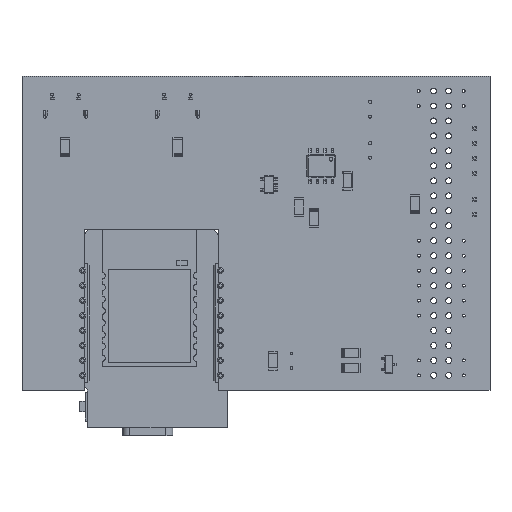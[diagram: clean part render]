
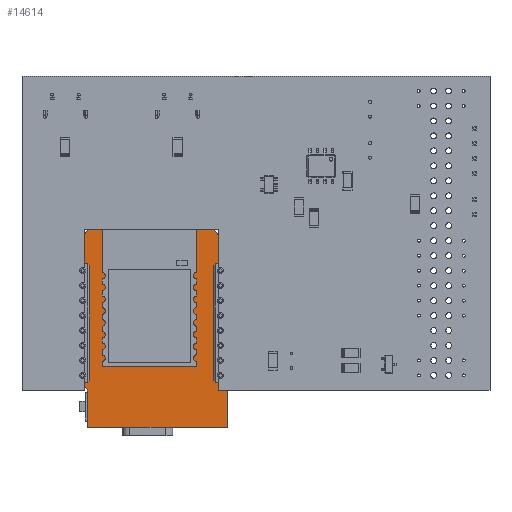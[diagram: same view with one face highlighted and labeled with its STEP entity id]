
A CAD part, top view. The second image highlights one B-rep face of the part: STEP entity #14614.
In plain terms, the highlighted face is planar.
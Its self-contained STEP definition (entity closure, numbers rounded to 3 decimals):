
#13755 = VERTEX_POINT('',#13756);
#13756 = CARTESIAN_POINT('',(0.2,1.5,3.518));
#13762 = EDGE_CURVE('',#13763,#13755,#13765,.T.);
#13763 = VERTEX_POINT('',#13764);
#13764 = CARTESIAN_POINT('',(2.888,1.5,0.));
#13765 = LINE('',#13766,#13767);
#13766 = CARTESIAN_POINT('',(0.636,1.5,2.947));
#13767 = VECTOR('',#13768,1.);
#13768 = DIRECTION('',(-0.607,0.,0.795));
#13795 = VERTEX_POINT('',#13796);
#13796 = CARTESIAN_POINT('',(23.126,1.5,0.));
#13802 = EDGE_CURVE('',#13803,#13795,#13805,.T.);
#13803 = VERTEX_POINT('',#13804);
#13804 = CARTESIAN_POINT('',(25.95,1.5,3.653));
#13805 = LINE('',#13806,#13807);
#13806 = CARTESIAN_POINT('',(26.8,1.5,4.752));
#13807 = VECTOR('',#13808,1.);
#13808 = DIRECTION('',(-0.612,0.,-0.791));
#13834 = VERTEX_POINT('',#13835);
#13835 = CARTESIAN_POINT('',(0.2,1.5,27.04));
#13841 = EDGE_CURVE('',#13755,#13834,#13842,.T.);
#13842 = LINE('',#13843,#13844);
#13843 = CARTESIAN_POINT('',(0.2,1.5,27.04));
#13844 = VECTOR('',#13845,1.);
#13845 = DIRECTION('',(0.,0.,1.));
#14088 = VERTEX_POINT('',#14089);
#14089 = CARTESIAN_POINT('',(0.9,1.5,17.86));
#14095 = EDGE_CURVE('',#14088,#14088,#14096,.T.);
#14096 = CIRCLE('',#14097,0.5);
#14097 = AXIS2_PLACEMENT_3D('',#14098,#14099,#14100);
#14098 = CARTESIAN_POINT('',(1.4,1.5,17.86));
#14099 = DIRECTION('',(0.,-1.,0.));
#14100 = DIRECTION('',(1.,0.,0.));
#14113 = VERTEX_POINT('',#14114);
#14114 = CARTESIAN_POINT('',(0.9,1.5,10.24));
#14120 = EDGE_CURVE('',#14113,#14113,#14121,.T.);
#14121 = CIRCLE('',#14122,0.5);
#14122 = AXIS2_PLACEMENT_3D('',#14123,#14124,#14125);
#14123 = CARTESIAN_POINT('',(1.4,1.5,10.24));
#14124 = DIRECTION('',(0.,-1.,0.));
#14125 = DIRECTION('',(1.,0.,0.));
#14138 = VERTEX_POINT('',#14139);
#14139 = CARTESIAN_POINT('',(24.25,1.5,25.48));
#14145 = EDGE_CURVE('',#14138,#14138,#14146,.T.);
#14146 = CIRCLE('',#14147,0.5);
#14147 = AXIS2_PLACEMENT_3D('',#14148,#14149,#14150);
#14148 = CARTESIAN_POINT('',(24.75,1.5,25.48));
#14149 = DIRECTION('',(0.,-1.,0.));
#14150 = DIRECTION('',(1.,0.,0.));
#14163 = VERTEX_POINT('',#14164);
#14164 = CARTESIAN_POINT('',(24.25,1.5,7.7));
#14170 = EDGE_CURVE('',#14163,#14163,#14171,.T.);
#14171 = CIRCLE('',#14172,0.5);
#14172 = AXIS2_PLACEMENT_3D('',#14173,#14174,#14175);
#14173 = CARTESIAN_POINT('',(24.75,1.5,7.7));
#14174 = DIRECTION('',(0.,-1.,0.));
#14175 = DIRECTION('',(1.,0.,0.));
#14188 = VERTEX_POINT('',#14189);
#14189 = CARTESIAN_POINT('',(24.25,1.5,12.78));
#14195 = EDGE_CURVE('',#14188,#14188,#14196,.T.);
#14196 = CIRCLE('',#14197,0.5);
#14197 = AXIS2_PLACEMENT_3D('',#14198,#14199,#14200);
#14198 = CARTESIAN_POINT('',(24.75,1.5,12.78));
#14199 = DIRECTION('',(0.,-1.,0.));
#14200 = DIRECTION('',(1.,0.,0.));
#14213 = VERTEX_POINT('',#14214);
#14214 = CARTESIAN_POINT('',(24.25,1.5,10.24));
#14220 = EDGE_CURVE('',#14213,#14213,#14221,.T.);
#14221 = CIRCLE('',#14222,0.5);
#14222 = AXIS2_PLACEMENT_3D('',#14223,#14224,#14225);
#14223 = CARTESIAN_POINT('',(24.75,1.5,10.24));
#14224 = DIRECTION('',(0.,-1.,0.));
#14225 = DIRECTION('',(1.,0.,0.));
#14238 = VERTEX_POINT('',#14239);
#14239 = CARTESIAN_POINT('',(0.9,1.5,20.4));
#14245 = EDGE_CURVE('',#14238,#14238,#14246,.T.);
#14246 = CIRCLE('',#14247,0.5);
#14247 = AXIS2_PLACEMENT_3D('',#14248,#14249,#14250);
#14248 = CARTESIAN_POINT('',(1.4,1.5,20.4));
#14249 = DIRECTION('',(0.,-1.,0.));
#14250 = DIRECTION('',(1.,0.,0.));
#14263 = VERTEX_POINT('',#14264);
#14264 = CARTESIAN_POINT('',(0.9,1.5,22.94));
#14270 = EDGE_CURVE('',#14263,#14263,#14271,.T.);
#14271 = CIRCLE('',#14272,0.5);
#14272 = AXIS2_PLACEMENT_3D('',#14273,#14274,#14275);
#14273 = CARTESIAN_POINT('',(1.4,1.5,22.94));
#14274 = DIRECTION('',(0.,-1.,0.));
#14275 = DIRECTION('',(1.,0.,0.));
#14288 = VERTEX_POINT('',#14289);
#14289 = CARTESIAN_POINT('',(0.9,1.5,15.32));
#14295 = EDGE_CURVE('',#14288,#14288,#14296,.T.);
#14296 = CIRCLE('',#14297,0.5);
#14297 = AXIS2_PLACEMENT_3D('',#14298,#14299,#14300);
#14298 = CARTESIAN_POINT('',(1.4,1.5,15.32));
#14299 = DIRECTION('',(0.,-1.,0.));
#14300 = DIRECTION('',(1.,0.,0.));
#14313 = VERTEX_POINT('',#14314);
#14314 = CARTESIAN_POINT('',(24.25,1.5,22.94));
#14320 = EDGE_CURVE('',#14313,#14313,#14321,.T.);
#14321 = CIRCLE('',#14322,0.5);
#14322 = AXIS2_PLACEMENT_3D('',#14323,#14324,#14325);
#14323 = CARTESIAN_POINT('',(24.75,1.5,22.94));
#14324 = DIRECTION('',(0.,-1.,0.));
#14325 = DIRECTION('',(1.,0.,0.));
#14338 = VERTEX_POINT('',#14339);
#14339 = CARTESIAN_POINT('',(24.25,1.5,20.4));
#14345 = EDGE_CURVE('',#14338,#14338,#14346,.T.);
#14346 = CIRCLE('',#14347,0.5);
#14347 = AXIS2_PLACEMENT_3D('',#14348,#14349,#14350);
#14348 = CARTESIAN_POINT('',(24.75,1.5,20.4));
#14349 = DIRECTION('',(0.,-1.,0.));
#14350 = DIRECTION('',(1.,0.,0.));
#14363 = VERTEX_POINT('',#14364);
#14364 = CARTESIAN_POINT('',(0.9,1.5,7.7));
#14370 = EDGE_CURVE('',#14363,#14363,#14371,.T.);
#14371 = CIRCLE('',#14372,0.5);
#14372 = AXIS2_PLACEMENT_3D('',#14373,#14374,#14375);
#14373 = CARTESIAN_POINT('',(1.4,1.5,7.7));
#14374 = DIRECTION('',(0.,-1.,0.));
#14375 = DIRECTION('',(1.,0.,0.));
#14388 = VERTEX_POINT('',#14389);
#14389 = CARTESIAN_POINT('',(24.25,1.5,15.32));
#14395 = EDGE_CURVE('',#14388,#14388,#14396,.T.);
#14396 = CIRCLE('',#14397,0.5);
#14397 = AXIS2_PLACEMENT_3D('',#14398,#14399,#14400);
#14398 = CARTESIAN_POINT('',(24.75,1.5,15.32));
#14399 = DIRECTION('',(0.,-1.,0.));
#14400 = DIRECTION('',(1.,0.,0.));
#14413 = VERTEX_POINT('',#14414);
#14414 = CARTESIAN_POINT('',(24.25,1.5,17.86));
#14420 = EDGE_CURVE('',#14413,#14413,#14421,.T.);
#14421 = CIRCLE('',#14422,0.5);
#14422 = AXIS2_PLACEMENT_3D('',#14423,#14424,#14425);
#14423 = CARTESIAN_POINT('',(24.75,1.5,17.86));
#14424 = DIRECTION('',(0.,-1.,0.));
#14425 = DIRECTION('',(1.,0.,0.));
#14438 = VERTEX_POINT('',#14439);
#14439 = CARTESIAN_POINT('',(0.9,1.5,12.78));
#14445 = EDGE_CURVE('',#14438,#14438,#14446,.T.);
#14446 = CIRCLE('',#14447,0.5);
#14447 = AXIS2_PLACEMENT_3D('',#14448,#14449,#14450);
#14448 = CARTESIAN_POINT('',(1.4,1.5,12.78));
#14449 = DIRECTION('',(0.,-1.,0.));
#14450 = DIRECTION('',(1.,0.,0.));
#14463 = VERTEX_POINT('',#14464);
#14464 = CARTESIAN_POINT('',(0.9,1.5,25.48));
#14470 = EDGE_CURVE('',#14463,#14463,#14471,.T.);
#14471 = CIRCLE('',#14472,0.5);
#14472 = AXIS2_PLACEMENT_3D('',#14473,#14474,#14475);
#14473 = CARTESIAN_POINT('',(1.4,1.5,25.48));
#14474 = DIRECTION('',(0.,-1.,0.));
#14475 = DIRECTION('',(1.,0.,0.));
#14489 = VERTEX_POINT('',#14490);
#14490 = CARTESIAN_POINT('',(2.232,1.5,34.24));
#14496 = EDGE_CURVE('',#14497,#14489,#14499,.T.);
#14497 = VERTEX_POINT('',#14498);
#14498 = CARTESIAN_POINT('',(2.232,1.5,28.383));
#14499 = LINE('',#14500,#14501);
#14500 = CARTESIAN_POINT('',(2.232,1.5,34.24));
#14501 = VECTOR('',#14502,1.);
#14502 = DIRECTION('',(0.,0.,1.));
#14519 = VERTEX_POINT('',#14520);
#14520 = CARTESIAN_POINT('',(0.89,1.5,27.04));
#14526 = EDGE_CURVE('',#14519,#14497,#14527,.T.);
#14527 = CIRCLE('',#14528,1.342);
#14528 = AXIS2_PLACEMENT_3D('',#14529,#14530,#14531);
#14529 = CARTESIAN_POINT('',(0.89,1.5,28.383));
#14530 = DIRECTION('',(0.,-1.,0.));
#14531 = DIRECTION('',(1.,0.,0.));
#14545 = EDGE_CURVE('',#13834,#14519,#14546,.T.);
#14546 = LINE('',#14547,#14548);
#14547 = CARTESIAN_POINT('',(0.2,1.5,27.04));
#14548 = VECTOR('',#14549,1.);
#14549 = DIRECTION('',(1.,0.,0.));
#14561 = EDGE_CURVE('',#13795,#13763,#14562,.T.);
#14562 = LINE('',#14563,#14564);
#14563 = CARTESIAN_POINT('',(2.089,1.5,0.));
#14564 = VECTOR('',#14565,1.);
#14565 = DIRECTION('',(-1.,0.,0.));
#14578 = EDGE_CURVE('',#14579,#13803,#14581,.T.);
#14579 = VERTEX_POINT('',#14580);
#14580 = CARTESIAN_POINT('',(25.95,1.5,34.24));
#14581 = LINE('',#14582,#14583);
#14582 = CARTESIAN_POINT('',(25.95,1.5,1.719));
#14583 = VECTOR('',#14584,1.);
#14584 = DIRECTION('',(0.,0.,-1.));
#14603 = EDGE_CURVE('',#14489,#14579,#14604,.T.);
#14604 = LINE('',#14605,#14606);
#14605 = CARTESIAN_POINT('',(7.59,1.5,34.24));
#14606 = VECTOR('',#14607,1.);
#14607 = DIRECTION('',(1.,0.,0.));
#14614 = ADVANCED_FACE('',(#14615,#14626,#14629,#14632,#14635,#14638,
    #14641,#14644,#14647,#14650,#14653,#14656,#14659,#14662,#14665,
    #14668,#14671),#14674,.T.);
#14615 = FACE_BOUND('',#14616,.T.);
#14616 = EDGE_LOOP('',(#14617,#14618,#14619,#14620,#14621,#14622,#14623,
    #14624,#14625));
#14617 = ORIENTED_EDGE('',*,*,#13762,.T.);
#14618 = ORIENTED_EDGE('',*,*,#13841,.T.);
#14619 = ORIENTED_EDGE('',*,*,#14545,.T.);
#14620 = ORIENTED_EDGE('',*,*,#14526,.T.);
#14621 = ORIENTED_EDGE('',*,*,#14496,.T.);
#14622 = ORIENTED_EDGE('',*,*,#14603,.T.);
#14623 = ORIENTED_EDGE('',*,*,#14578,.T.);
#14624 = ORIENTED_EDGE('',*,*,#13802,.T.);
#14625 = ORIENTED_EDGE('',*,*,#14561,.T.);
#14626 = FACE_BOUND('',#14627,.T.);
#14627 = EDGE_LOOP('',(#14628));
#14628 = ORIENTED_EDGE('',*,*,#14095,.T.);
#14629 = FACE_BOUND('',#14630,.T.);
#14630 = EDGE_LOOP('',(#14631));
#14631 = ORIENTED_EDGE('',*,*,#14120,.T.);
#14632 = FACE_BOUND('',#14633,.T.);
#14633 = EDGE_LOOP('',(#14634));
#14634 = ORIENTED_EDGE('',*,*,#14145,.T.);
#14635 = FACE_BOUND('',#14636,.T.);
#14636 = EDGE_LOOP('',(#14637));
#14637 = ORIENTED_EDGE('',*,*,#14170,.T.);
#14638 = FACE_BOUND('',#14639,.T.);
#14639 = EDGE_LOOP('',(#14640));
#14640 = ORIENTED_EDGE('',*,*,#14195,.T.);
#14641 = FACE_BOUND('',#14642,.T.);
#14642 = EDGE_LOOP('',(#14643));
#14643 = ORIENTED_EDGE('',*,*,#14220,.T.);
#14644 = FACE_BOUND('',#14645,.T.);
#14645 = EDGE_LOOP('',(#14646));
#14646 = ORIENTED_EDGE('',*,*,#14245,.T.);
#14647 = FACE_BOUND('',#14648,.T.);
#14648 = EDGE_LOOP('',(#14649));
#14649 = ORIENTED_EDGE('',*,*,#14270,.T.);
#14650 = FACE_BOUND('',#14651,.T.);
#14651 = EDGE_LOOP('',(#14652));
#14652 = ORIENTED_EDGE('',*,*,#14295,.T.);
#14653 = FACE_BOUND('',#14654,.T.);
#14654 = EDGE_LOOP('',(#14655));
#14655 = ORIENTED_EDGE('',*,*,#14320,.T.);
#14656 = FACE_BOUND('',#14657,.T.);
#14657 = EDGE_LOOP('',(#14658));
#14658 = ORIENTED_EDGE('',*,*,#14345,.T.);
#14659 = FACE_BOUND('',#14660,.T.);
#14660 = EDGE_LOOP('',(#14661));
#14661 = ORIENTED_EDGE('',*,*,#14370,.T.);
#14662 = FACE_BOUND('',#14663,.T.);
#14663 = EDGE_LOOP('',(#14664));
#14664 = ORIENTED_EDGE('',*,*,#14395,.T.);
#14665 = FACE_BOUND('',#14666,.T.);
#14666 = EDGE_LOOP('',(#14667));
#14667 = ORIENTED_EDGE('',*,*,#14420,.T.);
#14668 = FACE_BOUND('',#14669,.T.);
#14669 = EDGE_LOOP('',(#14670));
#14670 = ORIENTED_EDGE('',*,*,#14445,.T.);
#14671 = FACE_BOUND('',#14672,.T.);
#14672 = EDGE_LOOP('',(#14673));
#14673 = ORIENTED_EDGE('',*,*,#14470,.T.);
#14674 = PLANE('',#14675);
#14675 = AXIS2_PLACEMENT_3D('',#14676,#14677,#14678);
#14676 = CARTESIAN_POINT('',(13.075,1.5,17.12));
#14677 = DIRECTION('',(0.,1.,0.));
#14678 = DIRECTION('',(1.,0.,0.));
